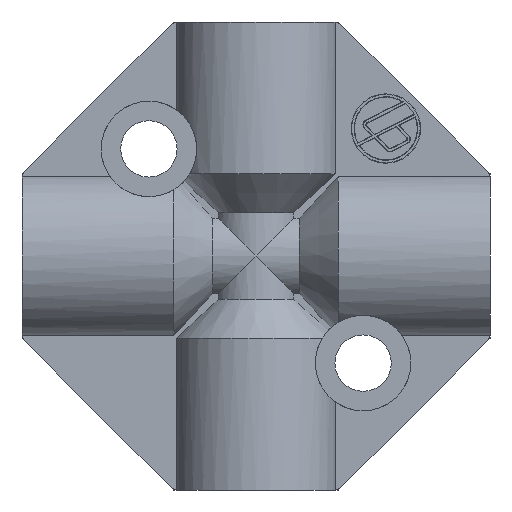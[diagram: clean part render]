
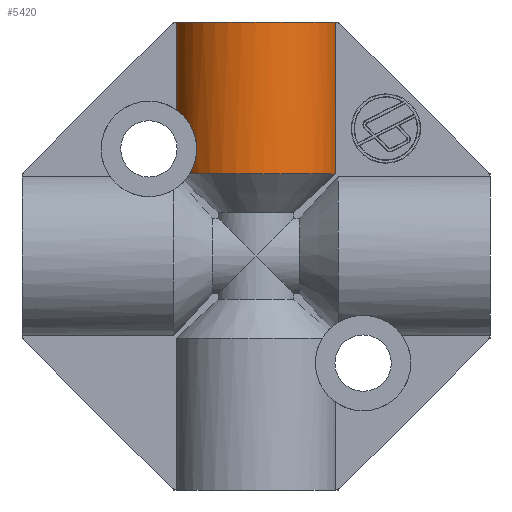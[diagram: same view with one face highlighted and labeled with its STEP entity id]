
A CAD part, front view. The second image highlights one B-rep face of the part: STEP entity #5420.
In plain terms, the highlighted cylindrical face has radius 4.826 mm (diameter 9.652 mm), a partial arc.
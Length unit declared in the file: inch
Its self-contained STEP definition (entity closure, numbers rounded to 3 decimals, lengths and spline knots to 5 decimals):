
#190 = EDGE_CURVE ( 'NONE', #5005, #1075, #1770, .T. ) ;
#204 = CARTESIAN_POINT ( 'NONE',  ( -0.14946, -0.11747, 0.19605 ) ) ;
#229 = CARTESIAN_POINT ( 'NONE',  ( -0.17208, -0.08096, 0.32766 ) ) ;
#380 = LINE ( 'NONE', #5186, #6339 ) ;
#483 = VECTOR ( 'NONE', #3237, 39.37008 ) ;
#636 = VECTOR ( 'NONE', #4992, 39.37008 ) ;
#778 = CARTESIAN_POINT ( 'NONE',  ( -0.14074, -0.1277, 0.21805 ) ) ;
#804 = CARTESIAN_POINT ( 'NONE',  ( -0.18108, -0.05816, 0.33513 ) ) ;
#816 = CARTESIAN_POINT ( 'NONE',  ( -0.18944, -0.01685, 0.53849 ) ) ;
#848 = LINE ( 'NONE', #2740, #483 ) ;
#938 = ORIENTED_EDGE ( 'NONE', *, *, #4349, .F. ) ;
#957 = CARTESIAN_POINT ( 'NONE',  ( 0., 0., 0.19 ) ) ;
#1075 = VERTEX_POINT ( 'NONE', #3946 ) ;
#1248 = ORIENTED_EDGE ( 'NONE', *, *, #1978, .T. ) ;
#1368 = CARTESIAN_POINT ( 'NONE',  ( -0.13687, -0.13179, 0.24319 ) ) ;
#1403 = CARTESIAN_POINT ( 'NONE',  ( -0.18554, -0.04178, 0.53976 ) ) ;
#1537 = CARTESIAN_POINT ( 'NONE',  ( -0.19, 0., 1.0774 ) ) ;
#1572 = ORIENTED_EDGE ( 'NONE', *, *, #7119, .T. ) ;
#1638 = CARTESIAN_POINT ( 'NONE',  ( 0., 0., 0.54 ) ) ;
#1688 = VERTEX_POINT ( 'NONE', #5226 ) ;
#1770 = LINE ( 'NONE', #2895, #3129 ) ;
#1866 = ORIENTED_EDGE ( 'NONE', *, *, #6424, .T. ) ;
#1939 = CARTESIAN_POINT ( 'NONE',  ( -0.13895, -0.12959, 0.26882 ) ) ;
#1978 = EDGE_CURVE ( 'NONE', #2207, #1075, #2543, .T. ) ;
#1979 = CARTESIAN_POINT ( 'NONE',  ( 0.1833, -0.05, 0.53994 ) ) ;
#2026 = CARTESIAN_POINT ( 'NONE',  ( -0.19, 0., 0.5382 ) ) ;
#2207 = VERTEX_POINT ( 'NONE', #5654 ) ;
#2213 = DIRECTION ( 'NONE',  ( -1., 0., 0. ) ) ;
#2261 = CARTESIAN_POINT ( 'NONE',  ( 0.1833, -0.05, 0.53994 ) ) ;
#2359 = LINE ( 'NONE', #1537, #636 ) ;
#2404 = CARTESIAN_POINT ( 'NONE',  ( 0., 0., 1.0774 ) ) ;
#2519 = VERTEX_POINT ( 'NONE', #5997 ) ;
#2530 = CARTESIAN_POINT ( 'NONE',  ( -0.14641, -0.12116, 0.29207 ) ) ;
#2543 = CIRCLE ( 'NONE', #4213, 0.19 ) ;
#2740 = CARTESIAN_POINT ( 'NONE',  ( -0.1833, -0.05, 1.0774 ) ) ;
#2790 = ORIENTED_EDGE ( 'NONE', *, *, #4984, .T. ) ;
#2895 = CARTESIAN_POINT ( 'NONE',  ( 0.1833, -0.05, 1.0774 ) ) ;
#2988 = DIRECTION ( 'NONE',  ( 0., 0., -1. ) ) ;
#3105 = CARTESIAN_POINT ( 'NONE',  ( -0.15715, -0.10697, 0.31079 ) ) ;
#3117 = CARTESIAN_POINT ( 'NONE',  ( -0.19, -0.00846, 0.5382 ) ) ;
#3129 = VECTOR ( 'NONE', #6346, 39.37008 ) ;
#3237 = DIRECTION ( 'NONE',  ( 0., 0., 1. ) ) ;
#3314 = CYLINDRICAL_SURFACE ( 'NONE', #7417, 0.19 ) ;
#3413 = B_SPLINE_CURVE_WITH_KNOTS ( 'NONE', 3,
 ( #5416, #3117, #816, #4870, #1403, #5438 ),
 .UNSPECIFIED., .F., .F.,
 ( 4, 2, 4 ),
 ( 0.00128, 0.00193, 0.00258 ),
 .UNSPECIFIED. ) ;
#3416 = EDGE_LOOP ( 'NONE', ( #5693, #1866, #1572, #2790, #5151, #938, #1248, #3418, #7381 ) ) ;
#3418 = ORIENTED_EDGE ( 'NONE', *, *, #190, .F. ) ;
#3421 = CARTESIAN_POINT ( 'NONE',  ( 0.18943, -0.01689, 0.53849 ) ) ;
#3471 = CARTESIAN_POINT ( 'NONE',  ( -0.19, 0., 0.54 ) ) ;
#3618 = CIRCLE ( 'NONE', #7007, 0.19 ) ;
#3676 = CARTESIAN_POINT ( 'NONE',  ( -0.16851, -0.0881, 0.32426 ) ) ;
#3946 = CARTESIAN_POINT ( 'NONE',  ( 0.1833, -0.05, 0.19 ) ) ;
#3978 = EDGE_CURVE ( 'NONE', #6598, #6414, #848, .T. ) ;
#4009 = CARTESIAN_POINT ( 'NONE',  ( 0.19, 0., 0.5382 ) ) ;
#4011 = B_SPLINE_CURVE_WITH_KNOTS ( 'NONE', 3,
 ( #2261, #5732, #6892, #3421, #7485, #4009 ),
 .UNSPECIFIED., .F., .F.,
 ( 4, 2, 4 ),
 ( 0., 0.00064, 0.00128 ),
 .UNSPECIFIED. ) ;
#4213 = AXIS2_PLACEMENT_3D ( 'NONE', #957, #5638, #4690 ) ;
#4255 = CARTESIAN_POINT ( 'NONE',  ( -0.14613, -0.1215, 0.20282 ) ) ;
#4272 = CARTESIAN_POINT ( 'NONE',  ( -0.17833, -0.06605, 0.33306 ) ) ;
#4349 = EDGE_CURVE ( 'NONE', #2207, #6598, #6660, .T. ) ;
#4630 = DIRECTION ( 'NONE',  ( 0., 0., -1. ) ) ;
#4690 = DIRECTION ( 'NONE',  ( 1., 0., 0. ) ) ;
#4830 = CARTESIAN_POINT ( 'NONE',  ( -0.13881, -0.12974, 0.22617 ) ) ;
#4860 = CARTESIAN_POINT ( 'NONE',  ( -0.1833, -0.05, 0.33672 ) ) ;
#4870 = CARTESIAN_POINT ( 'NONE',  ( -0.18721, -0.03351, 0.53927 ) ) ;
#4984 = EDGE_CURVE ( 'NONE', #6325, #6414, #3413, .T. ) ;
#4992 = DIRECTION ( 'NONE',  ( 0., 0., -1. ) ) ;
#5005 = VERTEX_POINT ( 'NONE', #1979 ) ;
#5055 = CARTESIAN_POINT ( 'NONE',  ( -0.1833, -0.05, 0.53994 ) ) ;
#5151 = ORIENTED_EDGE ( 'NONE', *, *, #3978, .F. ) ;
#5186 = CARTESIAN_POINT ( 'NONE',  ( 0.19, 0., 1.0774 ) ) ;
#5226 = CARTESIAN_POINT ( 'NONE',  ( 0.19, 0., 0.54 ) ) ;
#5264 = CARTESIAN_POINT ( 'NONE',  ( -0.1833, -0.05, 0.33672 ) ) ;
#5407 = CARTESIAN_POINT ( 'NONE',  ( -0.1369, -0.13176, 0.25183 ) ) ;
#5416 = CARTESIAN_POINT ( 'NONE',  ( -0.19, 0., 0.5382 ) ) ;
#5420 = ADVANCED_FACE ( 'NONE', ( #6579 ), #3314, .T. ) ;
#5438 = CARTESIAN_POINT ( 'NONE',  ( -0.1833, -0.05, 0.53994 ) ) ;
#5638 = DIRECTION ( 'NONE',  ( 0., 0., 1. ) ) ;
#5654 = CARTESIAN_POINT ( 'NONE',  ( -0.15314, -0.11247, 0.19 ) ) ;
#5680 = DIRECTION ( 'NONE',  ( 0., 0., -1. ) ) ;
#5693 = ORIENTED_EDGE ( 'NONE', *, *, #7291, .F. ) ;
#5732 = CARTESIAN_POINT ( 'NONE',  ( 0.18553, -0.04183, 0.53976 ) ) ;
#5863 = DIRECTION ( 'NONE',  ( -1., 0., 0. ) ) ;
#5987 = CARTESIAN_POINT ( 'NONE',  ( -0.14096, -0.12747, 0.27698 ) ) ;
#5997 = CARTESIAN_POINT ( 'NONE',  ( 0.19, 0., 0.5382 ) ) ;
#6066 = VERTEX_POINT ( 'NONE', #3471 ) ;
#6325 = VERTEX_POINT ( 'NONE', #2026 ) ;
#6339 = VECTOR ( 'NONE', #4630, 39.37008 ) ;
#6346 = DIRECTION ( 'NONE',  ( 0., 0., -1. ) ) ;
#6414 = VERTEX_POINT ( 'NONE', #5055 ) ;
#6424 = EDGE_CURVE ( 'NONE', #1688, #6066, #3618, .T. ) ;
#6486 = EDGE_CURVE ( 'NONE', #5005, #2519, #4011, .T. ) ;
#6577 = CARTESIAN_POINT ( 'NONE',  ( -0.14981, -0.11703, 0.29888 ) ) ;
#6579 = FACE_OUTER_BOUND ( 'NONE', #3416, .T. ) ;
#6598 = VERTEX_POINT ( 'NONE', #5264 ) ;
#6660 = B_SPLINE_CURVE_WITH_KNOTS ( 'NONE', 3,
 ( #7130, #204, #4255, #778, #4830, #1368, #5407, #1939, #5987, #2530, #6577, #3105, #7151, #3676, #229, #4272, #804, #4860 ),
 .UNSPECIFIED., .F., .F.,
 ( 4, 2, 2, 2, 2, 2, 2, 2, 4 ),
 ( 0., 0.00065, 0.0013, 0.00196, 0.00261, 0.00326, 0.00391, 0.00456, 0.00522 ),
 .UNSPECIFIED. ) ;
#6892 = CARTESIAN_POINT ( 'NONE',  ( 0.1872, -0.03358, 0.53927 ) ) ;
#7007 = AXIS2_PLACEMENT_3D ( 'NONE', #1638, #5680, #2213 ) ;
#7119 = EDGE_CURVE ( 'NONE', #6066, #6325, #2359, .T. ) ;
#7130 = CARTESIAN_POINT ( 'NONE',  ( -0.15314, -0.11247, 0.19 ) ) ;
#7151 = CARTESIAN_POINT ( 'NONE',  ( -0.16104, -0.1011, 0.31584 ) ) ;
#7291 = EDGE_CURVE ( 'NONE', #1688, #2519, #380, .T. ) ;
#7381 = ORIENTED_EDGE ( 'NONE', *, *, #6486, .T. ) ;
#7417 = AXIS2_PLACEMENT_3D ( 'NONE', #2404, #2988, #5863 ) ;
#7485 = CARTESIAN_POINT ( 'NONE',  ( 0.19, -0.0084, 0.5382 ) ) ;
